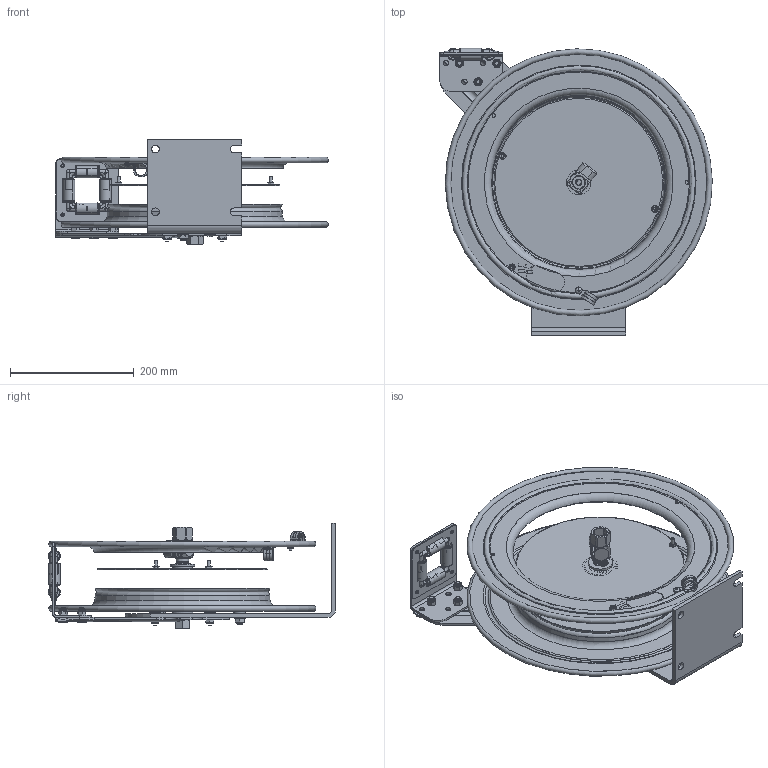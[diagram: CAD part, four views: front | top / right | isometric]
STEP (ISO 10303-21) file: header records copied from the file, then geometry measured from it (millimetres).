
FILE_DESCRIPTION(/* description */ (''),/* implementation_level */ '2;1');
FILE_NAME(/* name */ 'P-LP-430_SHARED.stp',/* time_stamp */ '2020-01-27T09:26:37-07:00',/* author */ ('NMelton'),/* organization */ (''),/* preprocessor_version */ 'ST-DEVELOPER v17',/* originating_system */ 'Autodesk Inventor 2019',/* authorisation */ '');
FILE_SCHEMA (('AUTOMOTIVE_DESIGN { 1 0 10303 214 3 1 1 }'));
Products named in the file (1): P-LP-430_SHARED
Bounding box: 440.62 x 464.36 x 170.69 mm (x, y, z)
Surface area: 1041389.4 mm2 (no closed solid volume)
Topology: 0 solids, 160 shells, 1932 faces, 8718 edges, 6728 vertices
Faces by surface type: plane 977, cylinder 422, bspline 292, cone 139, torus 65, sphere 37
Full cylindrical faces by diameter (mm): 2.159 x2, 2.54 x1, 3.048 x1, 4.699 x4, 4.826 x6, 5.556 x4, 5.588 x4, 6.35 x4, 7.112 x1, 7.938 x3, 8.636 x3, 8.731 x4, 10.414 x1, 11.43 x3, 12.192 x7, 12.548 x1, 12.7 x2, 15.875 x1, 17.882 x1, 19.05 x5, 20.574 x2, 28.575 x1, 31.623 x1, 35.052 x1, 39.624 x1
Entity records: 95250 total; most frequent: CARTESIAN_POINT 27793, ORIENTED_EDGE 12565, DIRECTION 11864, EDGE_CURVE 8673, VERTEX_POINT 6728, LINE 4906, VECTOR 4906, AXIS2_PLACEMENT_3D 3479
